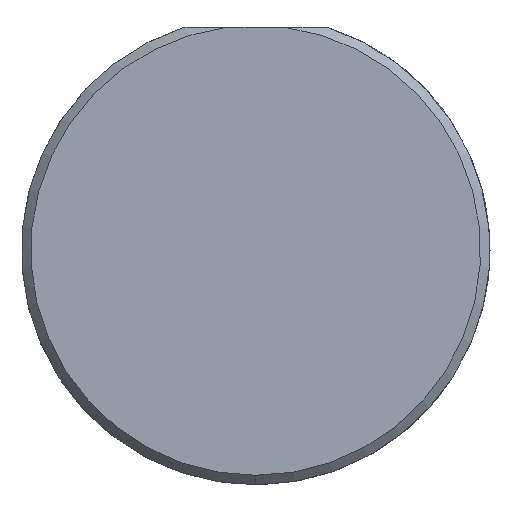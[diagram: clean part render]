
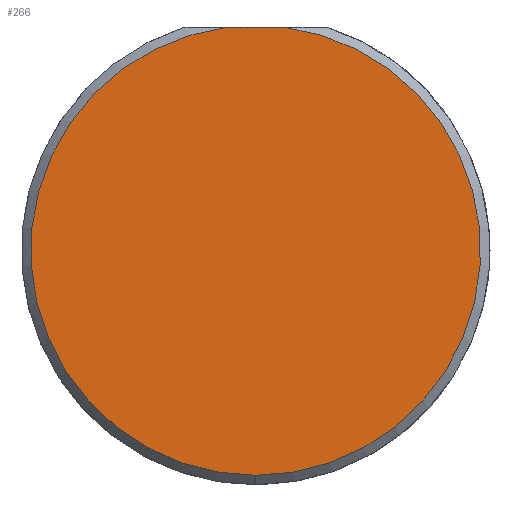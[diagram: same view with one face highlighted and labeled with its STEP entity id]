
A CAD part, left-side view. The second image highlights one B-rep face of the part: STEP entity #266.
In plain terms, the highlighted planar face has unit normal (-1, 0, 0).
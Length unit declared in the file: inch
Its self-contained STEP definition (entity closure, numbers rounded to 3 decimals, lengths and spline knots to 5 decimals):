
#57 = EDGE_CURVE ( 'NONE', #679, #197, #134, .T. ) ;
#97 = ORIENTED_EDGE ( 'NONE', *, *, #637, .T. ) ;
#119 = DIRECTION ( 'NONE',  ( -1., 0., 0. ) ) ;
#120 = AXIS2_PLACEMENT_3D ( 'NONE', #572, #524, #535 ) ;
#123 = EDGE_CURVE ( 'NONE', #320, #679, #520, .T. ) ;
#134 = CIRCLE ( 'NONE', #120, 0.23985 ) ;
#143 = PLANE ( 'NONE',  #403 ) ;
#182 = CARTESIAN_POINT ( 'NONE',  ( 0., 0., -0.23985 ) ) ;
#197 = VERTEX_POINT ( 'NONE', #644 ) ;
#247 = DIRECTION ( 'NONE',  ( 1., 0., 0. ) ) ;
#266 = ADVANCED_FACE ( 'NONE', ( #728 ), #143, .F. ) ;
#320 = VERTEX_POINT ( 'NONE', #432 ) ;
#333 = ORIENTED_EDGE ( 'NONE', *, *, #123, .T. ) ;
#342 = VECTOR ( 'NONE', #468, 39.37008 ) ;
#350 = AXIS2_PLACEMENT_3D ( 'NONE', #423, #119, #409 ) ;
#373 = CARTESIAN_POINT ( 'NONE',  ( 0., 0., 0. ) ) ;
#397 = LINE ( 'NONE', #625, #342 ) ;
#403 = AXIS2_PLACEMENT_3D ( 'NONE', #373, #247, #716 ) ;
#409 = DIRECTION ( 'NONE',  ( 0., 0., -1. ) ) ;
#423 = CARTESIAN_POINT ( 'NONE',  ( 0., 0., 0. ) ) ;
#432 = CARTESIAN_POINT ( 'NONE',  ( 0., 0.03091, 0.23785 ) ) ;
#468 = DIRECTION ( 'NONE',  ( 0., 1., 0. ) ) ;
#472 = EDGE_LOOP ( 'NONE', ( #97, #333, #603 ) ) ;
#520 = CIRCLE ( 'NONE', #350, 0.23985 ) ;
#524 = DIRECTION ( 'NONE',  ( -1., 0., 0. ) ) ;
#535 = DIRECTION ( 'NONE',  ( 0., 0., -1. ) ) ;
#572 = CARTESIAN_POINT ( 'NONE',  ( 0., 0., 0. ) ) ;
#603 = ORIENTED_EDGE ( 'NONE', *, *, #57, .T. ) ;
#625 = CARTESIAN_POINT ( 'NONE',  ( 0., 0.24985, 0.23785 ) ) ;
#637 = EDGE_CURVE ( 'NONE', #197, #320, #397, .T. ) ;
#644 = CARTESIAN_POINT ( 'NONE',  ( 0., -0.03091, 0.23785 ) ) ;
#679 = VERTEX_POINT ( 'NONE', #182 ) ;
#716 = DIRECTION ( 'NONE',  ( 0., 0., -1. ) ) ;
#728 = FACE_OUTER_BOUND ( 'NONE', #472, .T. ) ;
